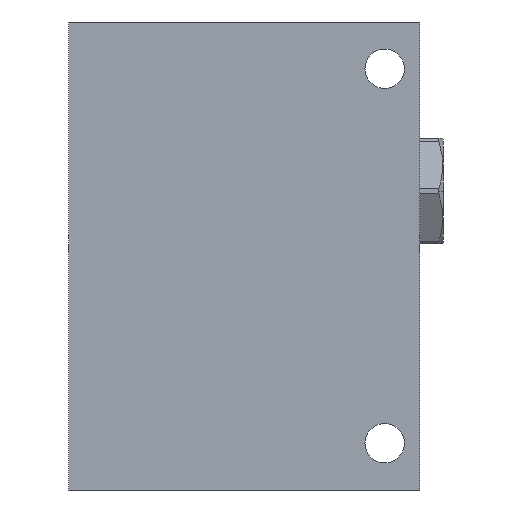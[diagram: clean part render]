
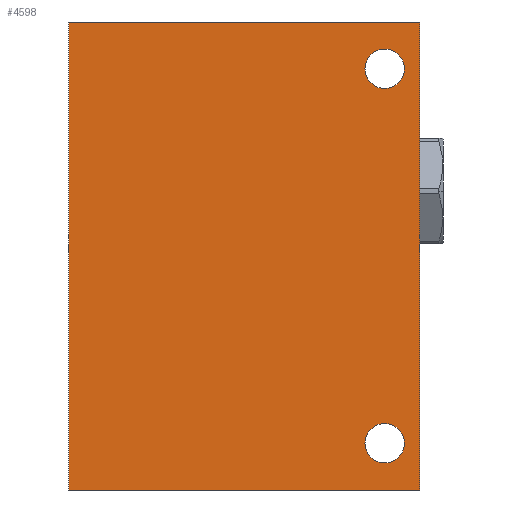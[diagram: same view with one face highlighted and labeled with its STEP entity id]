
A CAD part, left-side view. The second image highlights one B-rep face of the part: STEP entity #4598.
In plain terms, the highlighted planar face has unit normal (-1, 0, 0).
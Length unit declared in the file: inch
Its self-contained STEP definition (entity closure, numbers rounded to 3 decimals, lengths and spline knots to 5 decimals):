
#1=DIRECTION('',(0.,-1.,0.));
#2=VECTOR('',#1,3.75);
#3=CARTESIAN_POINT('',(0.,0.,0.));
#4=LINE('',#3,#2);
#57=DIRECTION('',(0.,0.,1.));
#58=VECTOR('',#57,5.);
#59=CARTESIAN_POINT('',(0.,0.,0.));
#60=LINE('',#59,#58);
#61=CARTESIAN_POINT('',(0.,-3.375,4.5));
#62=DIRECTION('',(-1.,0.,0.));
#63=DIRECTION('',(0.,1.,0.));
#64=AXIS2_PLACEMENT_3D('',#61,#62,#63);
#66=CARTESIAN_POINT('',(0.,-3.375,4.5));
#67=DIRECTION('',(-1.,0.,0.));
#68=DIRECTION('',(0.,-1.,0.));
#69=AXIS2_PLACEMENT_3D('',#66,#67,#68);
#71=CARTESIAN_POINT('',(0.,-3.375,0.5));
#72=DIRECTION('',(-1.,0.,0.));
#73=DIRECTION('',(0.,1.,0.));
#74=AXIS2_PLACEMENT_3D('',#71,#72,#73);
#76=CARTESIAN_POINT('',(0.,-3.375,0.5));
#77=DIRECTION('',(-1.,0.,0.));
#78=DIRECTION('',(0.,-1.,0.));
#79=AXIS2_PLACEMENT_3D('',#76,#77,#78);
#119=DIRECTION('',(0.,0.,1.));
#120=VECTOR('',#119,5.);
#121=CARTESIAN_POINT('',(0.,-3.75,0.));
#122=LINE('',#121,#120);
#153=DIRECTION('',(0.,-1.,0.));
#154=VECTOR('',#153,3.75);
#155=CARTESIAN_POINT('',(0.,0.,5.));
#156=LINE('',#155,#154);
#3987=CARTESIAN_POINT('',(0.,0.,0.));
#3988=CARTESIAN_POINT('',(0.,-3.75,0.));
#3989=VERTEX_POINT('',#3987);
#3990=VERTEX_POINT('',#3988);
#3995=CARTESIAN_POINT('',(0.,0.,5.));
#3996=CARTESIAN_POINT('',(0.,-3.75,5.));
#3997=VERTEX_POINT('',#3995);
#3998=VERTEX_POINT('',#3996);
#4329=CARTESIAN_POINT('',(0.,-3.164,4.5));
#4330=CARTESIAN_POINT('',(0.,-3.586,4.5));
#4331=VERTEX_POINT('',#4329);
#4332=VERTEX_POINT('',#4330);
#4337=CARTESIAN_POINT('',(0.,-3.164,0.5));
#4338=CARTESIAN_POINT('',(0.,-3.586,0.5));
#4339=VERTEX_POINT('',#4337);
#4340=VERTEX_POINT('',#4338);
#4572=CARTESIAN_POINT('',(0.,0.,0.));
#4573=DIRECTION('',(-1.,0.,0.));
#4574=DIRECTION('',(0.,-1.,0.));
#4575=AXIS2_PLACEMENT_3D('',#4572,#4573,#4574);
#4576=PLANE('',#4575);
#4577=ORIENTED_EDGE('',*,*,#4537,.F.);
#4579=ORIENTED_EDGE('',*,*,#4578,.T.);
#4581=ORIENTED_EDGE('',*,*,#4580,.T.);
#4583=ORIENTED_EDGE('',*,*,#4582,.F.);
#4584=EDGE_LOOP('',(#4577,#4579,#4581,#4583));
#4585=FACE_OUTER_BOUND('',#4584,.F.);
#4587=ORIENTED_EDGE('',*,*,#4586,.T.);
#4589=ORIENTED_EDGE('',*,*,#4588,.T.);
#4590=EDGE_LOOP('',(#4587,#4589));
#4591=FACE_BOUND('',#4590,.F.);
#4593=ORIENTED_EDGE('',*,*,#4592,.T.);
#4595=ORIENTED_EDGE('',*,*,#4594,.T.);
#4596=EDGE_LOOP('',(#4593,#4595));
#4597=FACE_BOUND('',#4596,.F.);
#4598=ADVANCED_FACE('',(#4585,#4591,#4597),#4576,.T.);
#65=CIRCLE('',#64,0.211);
#70=CIRCLE('',#69,0.211);
#75=CIRCLE('',#74,0.211);
#80=CIRCLE('',#79,0.211);
#4537=EDGE_CURVE('',#3989,#3990,#4,.T.);
#4578=EDGE_CURVE('',#3989,#3997,#60,.T.);
#4580=EDGE_CURVE('',#3997,#3998,#156,.T.);
#4582=EDGE_CURVE('',#3990,#3998,#122,.T.);
#4586=EDGE_CURVE('',#4331,#4332,#65,.T.);
#4588=EDGE_CURVE('',#4332,#4331,#70,.T.);
#4592=EDGE_CURVE('',#4339,#4340,#75,.T.);
#4594=EDGE_CURVE('',#4340,#4339,#80,.T.);
